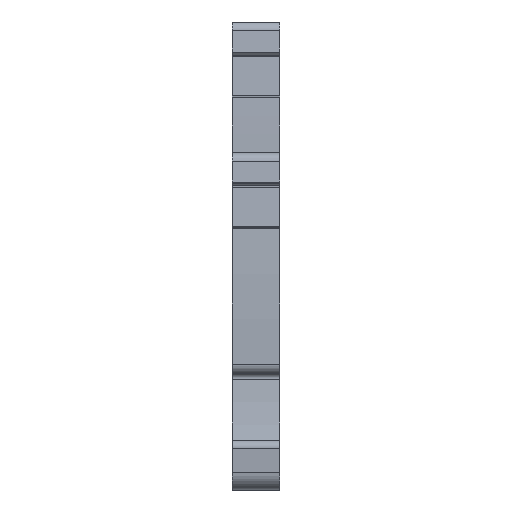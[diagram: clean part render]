
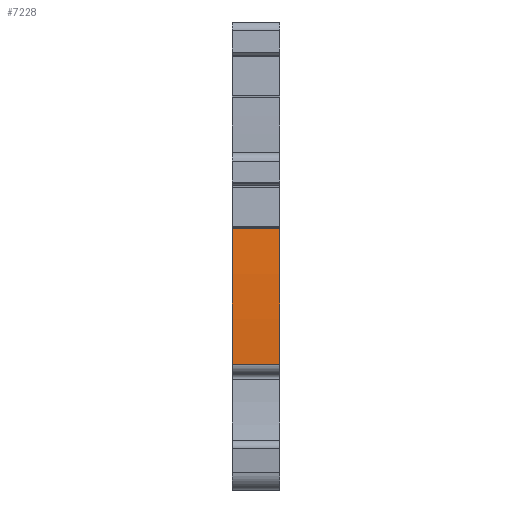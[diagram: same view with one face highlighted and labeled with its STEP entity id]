
A CAD part, front view. The second image highlights one B-rep face of the part: STEP entity #7228.
In plain terms, the highlighted cylindrical face has radius 151.052 mm (diameter 302.104 mm), a partial arc.
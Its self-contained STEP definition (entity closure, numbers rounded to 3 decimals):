
#2691=AXIS2_PLACEMENT_3D('Circle Axis2P3D',#2689,#2690,$) ;
#7208=AXIS2_PLACEMENT_3D('Cylinder Axis2P3D',#7205,#7206,#7207) ;
#7219=AXIS2_PLACEMENT_3D('Circle Axis2P3D',#7217,#7218,$) ;
#2686=CARTESIAN_POINT('Vertex',(0.,1.529,13.426)) ;
#2689=CARTESIAN_POINT('Axis2P3D Location',(0.,152.538,17.05)) ;
#2693=CARTESIAN_POINT('Vertex',(0.,1.887,28.054)) ;
#7185=CARTESIAN_POINT('Line Origine',(2.55,1.887,28.054)) ;
#7189=CARTESIAN_POINT('Vertex',(5.1,1.887,28.054)) ;
#7205=CARTESIAN_POINT('Axis2P3D Location',(2.55,152.538,17.05)) ;
#7210=CARTESIAN_POINT('Line Origine',(2.55,1.529,13.426)) ;
#7214=CARTESIAN_POINT('Vertex',(5.1,1.529,13.426)) ;
#7217=CARTESIAN_POINT('Axis2P3D Location',(5.1,152.538,17.05)) ;
#2690=DIRECTION('Axis2P3D Direction',(1.,0.,0.)) ;
#7186=DIRECTION('Vector Direction',(1.,0.,0.)) ;
#7206=DIRECTION('Axis2P3D Direction',(1.,0.,0.)) ;
#7207=DIRECTION('Axis2P3D XDirection',(0.,-0.996,0.089)) ;
#7211=DIRECTION('Vector Direction',(1.,0.,0.)) ;
#7218=DIRECTION('Axis2P3D Direction',(1.,0.,0.)) ;
#7187=VECTOR('Line Direction',#7186,1.) ;
#7212=VECTOR('Line Direction',#7211,1.) ;
#7223=ORIENTED_EDGE('',*,*,#7216,.F.) ;
#7224=ORIENTED_EDGE('',*,*,#7221,.F.) ;
#7225=ORIENTED_EDGE('',*,*,#7191,.T.) ;
#7226=ORIENTED_EDGE('',*,*,#2695,.T.) ;
#7228=ADVANCED_FACE('MLD',(#7227),#7209,.T.) ;
#2692=CIRCLE('generated circle',#2691,151.052) ;
#7220=CIRCLE('generated circle',#7219,151.052) ;
#7209=CYLINDRICAL_SURFACE('generated cylinder',#7208,151.052) ;
#2695=EDGE_CURVE('',#2694,#2687,#2692,.T.) ;
#7191=EDGE_CURVE('',#7190,#2694,#7188,.F.) ;
#7216=EDGE_CURVE('',#7215,#2687,#7213,.F.) ;
#7221=EDGE_CURVE('',#7190,#7215,#7220,.T.) ;
#7222=EDGE_LOOP('',(#7223,#7224,#7225,#7226)) ;
#7227=FACE_OUTER_BOUND('',#7222,.T.) ;
#7188=LINE('Line',#7185,#7187) ;
#7213=LINE('Line',#7210,#7212) ;
#2687=VERTEX_POINT('',#2686) ;
#2694=VERTEX_POINT('',#2693) ;
#7190=VERTEX_POINT('',#7189) ;
#7215=VERTEX_POINT('',#7214) ;
